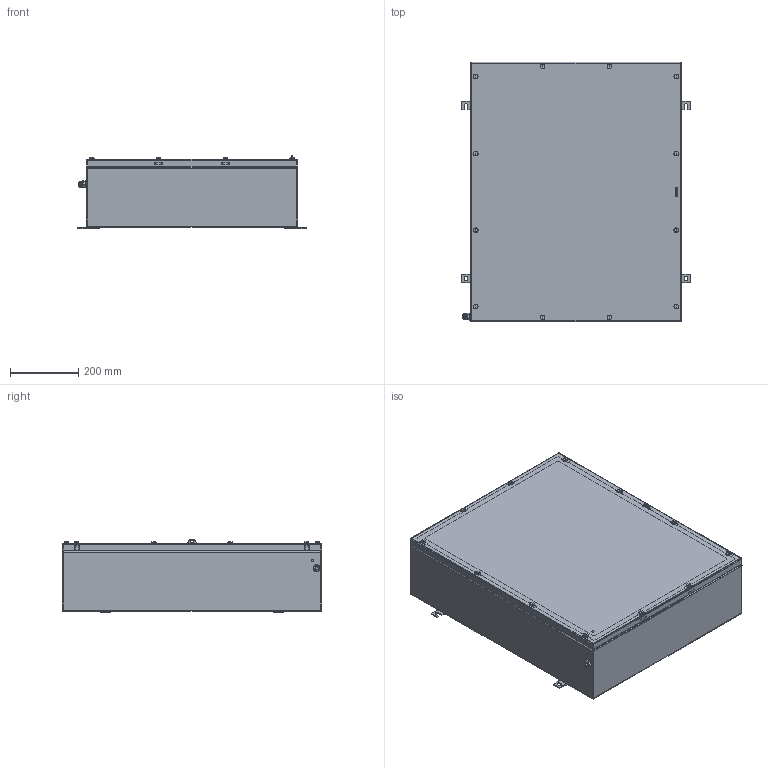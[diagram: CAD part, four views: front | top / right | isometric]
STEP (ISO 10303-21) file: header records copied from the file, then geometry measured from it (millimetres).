
FILE_DESCRIPTION(('CATIA V5 STEP Exchange','CAx-IF Rec.Pracs.--- Model Styling and Organization---1.4--- 2014-01-23'),'2;1');
FILE_NAME ('1523484-3_1_8000108870_8000108870 KTB MH 766220 S4E0.stp','2024-01-22T08:37:18+00:00',('none'),('Weidmueller'),'CATIA Version 5-6 Release 2016 SP3 HF44','CATIA V5 STEP AP214','none');
FILE_SCHEMA(('AUTOMOTIVE_DESIGN { 1 0 10303 214 1 1 1 1 }'));
Products named in the file (1): 8000108870 KTB MH 766220 S4E0
Bounding box: 671 x 762 x 215 mm (x, y, z)
Volume: 2629841.2 mm3; surface area: 3387318 mm2
Topology: 45 solids, 45 shells, 2810 faces, 7372 edges, 4616 vertices
Faces by surface type: plane 1139, cylinder 1059, bspline 424, cone 156, torus 24, sphere 8
Entity records: 105146 total; most frequent: CARTESIAN_POINT 39902, ORIENTED_EDGE 14496, DIRECTION 10086, EDGE_CURVE 7248, VERTEX_POINT 4616, AXIS2_PLACEMENT_3D 3888, VECTOR 3848, LINE 3848
